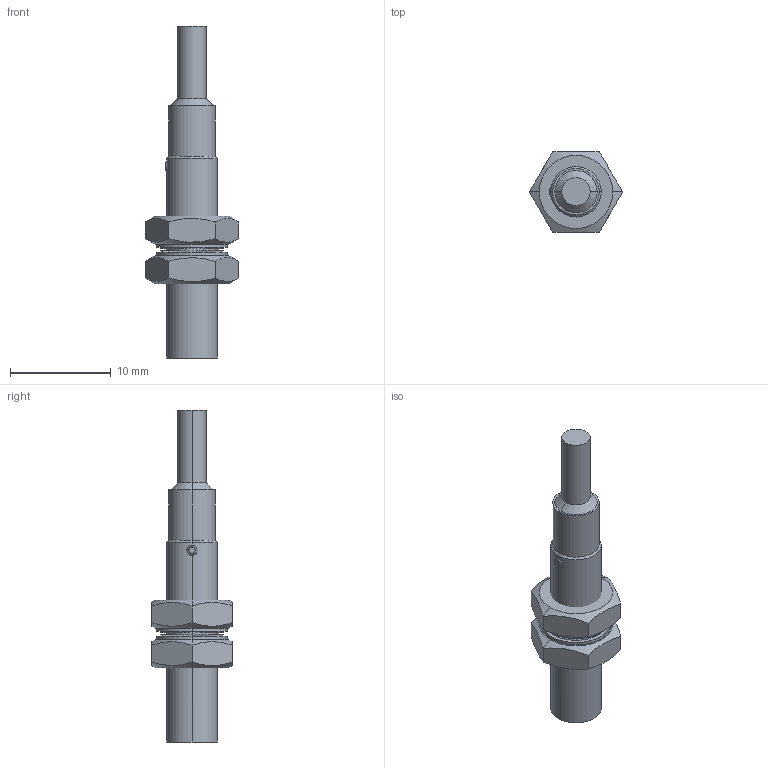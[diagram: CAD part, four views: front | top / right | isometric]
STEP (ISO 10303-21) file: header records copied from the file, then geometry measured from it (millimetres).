
FILE_DESCRIPTION (( 'STEP AP214' ), '1' );
FILE_NAME ('M5.STEP', '2015-09-23T08:21:38', ( '' ), ( '' ), 'SwSTEP 2.0', 'SolidWorks 2013', '' );
FILE_SCHEMA (( 'AUTOMOTIVE_DESIGN' ));
Length unit declared in the file: millimetre
Products named in the file (1): M5
Bounding box: 9.24 x 8 x 32.92 mm (x, y, z)
Volume: 752.3 mm3; surface area: 951.6 mm2
Topology: 3 solids, 4 shells, 535 faces, 1179 edges, 760 vertices
Faces by surface type: plane 435, cone 60, cylinder 38, bspline 2
Entity records: 14813 total; most frequent: CARTESIAN_POINT 2779, ORIENTED_EDGE 2358, DIRECTION 2337, EDGE_CURVE 1179, LINE 1029, VECTOR 1029, VERTEX_POINT 760, AXIS2_PLACEMENT_3D 654
